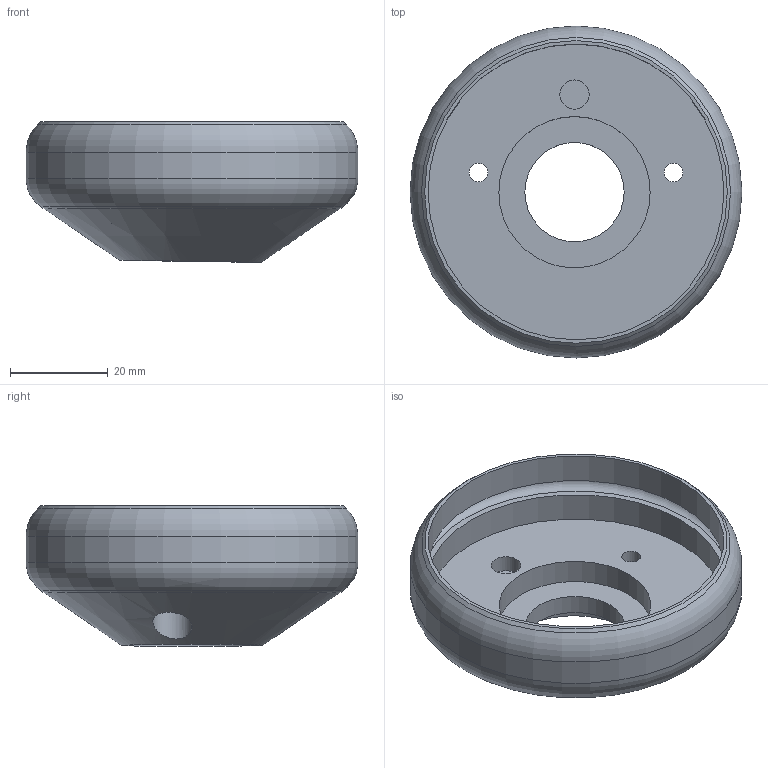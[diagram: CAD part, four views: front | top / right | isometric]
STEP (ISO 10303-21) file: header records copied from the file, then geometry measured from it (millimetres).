
FILE_DESCRIPTION(/* description */ (''),/* implementation_level */ '2;1');
FILE_NAME(/* name */ 'Housing3.step',/* time_stamp */ '2025-05-18T18:52:16-04:00',/* author */ (''),/* organization */ (''),/* preprocessor_version */ 'ST-DEVELOPER v20.1',/* originating_system */ 'Autodesk Translation Framework v14.4.0.0',/* authorisation */ '');
FILE_SCHEMA (('AUTOMOTIVE_DESIGN { 1 0 10303 214 3 1 1 }'));
Length unit declared in the file: millimetre
Products named in the file (1): Housing3
Bounding box: 68 x 68 x 28.83 mm (x, y, z)
Volume: 24086.3 mm3; surface area: 15296.4 mm2
Topology: 1 solids, 1 shells, 36 faces, 72 edges, 47 vertices
Faces by surface type: plane 17, cylinder 12, torus 4, cone 3
Full cylindrical faces by diameter (mm): 3.817 x2, 6 x1, 8 x2, 20.334 x1, 29 x1, 31 x1, 60.6 x2, 68 x1
Entity records: 1102 total; most frequent: CARTESIAN_POINT 285, DIRECTION 171, ORIENTED_EDGE 144, AXIS2_PLACEMENT_3D 74, EDGE_CURVE 72, EDGE_LOOP 51, VERTEX_POINT 47, CIRCLE 37
